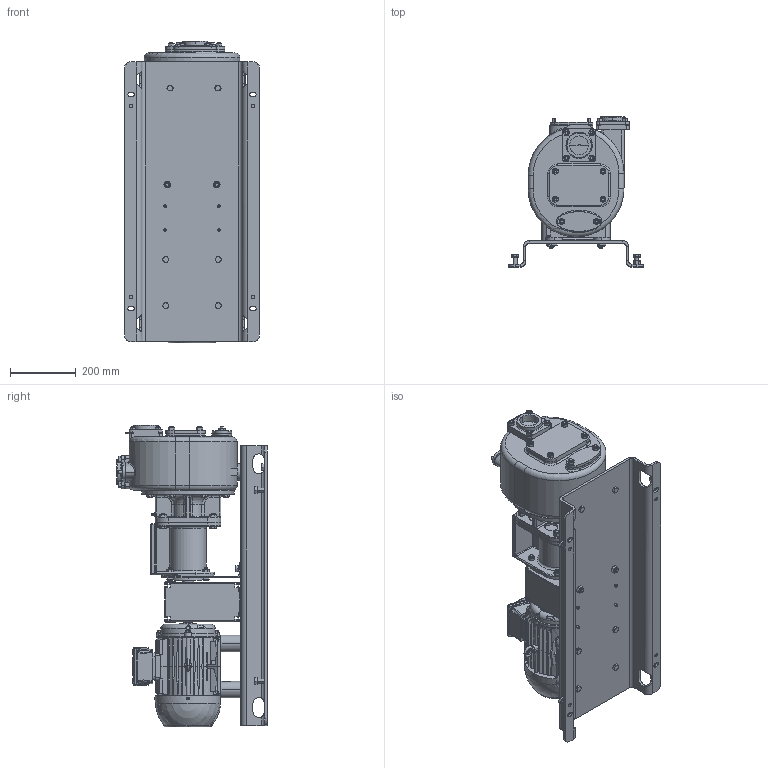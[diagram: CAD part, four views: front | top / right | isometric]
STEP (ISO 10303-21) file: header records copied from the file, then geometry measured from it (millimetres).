
FILE_DESCRIPTION((''),'2;1');
FILE_NAME('S_66_K_BIT_SW0001','2016-10-28T',('Nicola'),(''),'CREO PARAMETRIC BY PTC INC, 2015290','CREO PARAMETRIC BY PTC INC, 2015290','');
FILE_SCHEMA(('CONFIG_CONTROL_DESIGN'));
Products named in the file (1): S_66_K_BIT_SW0001
Bounding box: 410 x 456 x 916.6 mm (x, y, z)
Volume: 31127892.4 mm3; surface area: 2703839.8 mm2
Topology: 1 solids, 9 shells, 5092 faces, 12647 edges, 7892 vertices
Faces by surface type: plane 3003, cone 938, cylinder 802, torus 170, bspline 155, sphere 16, extrusion 8
Entity records: 201538 total; most frequent: CARTESIAN_POINT 83263, ORIENTED_EDGE 25260, DIRECTION 22968, EDGE_CURVE 12630, VERTEX_POINT 7892, AXIS2_PLACEMENT_3D 7891, VECTOR 7186, LINE 7178
